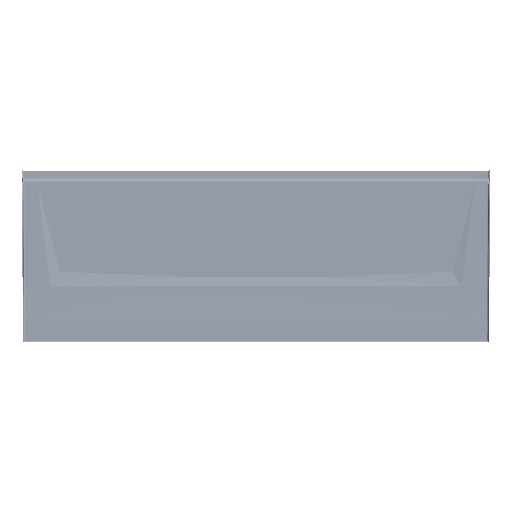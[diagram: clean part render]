
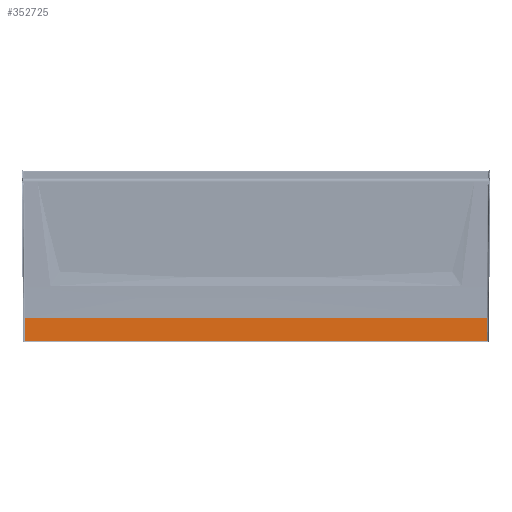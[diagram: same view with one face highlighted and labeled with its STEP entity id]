
A CAD part, top view. The second image highlights one B-rep face of the part: STEP entity #352725.
In plain terms, the highlighted planar face has unit normal (0, 0.018, 1).
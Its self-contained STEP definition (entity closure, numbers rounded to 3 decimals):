
#5409 = DIRECTION ( 'NONE',  ( -0.004, -1., 0.017 ) ) ;
#10265 = VECTOR ( 'NONE', #375804, 39.37 ) ;
#21845 = CARTESIAN_POINT ( 'NONE',  ( 6.657, -1.928, 18.993 ) ) ;
#23267 = FACE_OUTER_BOUND ( 'NONE', #64715, .T. ) ;
#58380 = VERTEX_POINT ( 'NONE', #186934 ) ;
#61745 = CARTESIAN_POINT ( 'NONE',  ( 51.062, -1.928, 18.993 ) ) ;
#64715 = EDGE_LOOP ( 'NONE', ( #312614, #358864, #121860, #312581 ) ) ;
#70168 = CARTESIAN_POINT ( 'NONE',  ( -8.103, -1.928, 18.993 ) ) ;
#73409 = LINE ( 'NONE', #240930, #83083 ) ;
#83083 = VECTOR ( 'NONE', #5409, 39.37 ) ;
#93583 = DIRECTION ( 'NONE',  ( 0., 1., -0.017 ) ) ;
#121860 = ORIENTED_EDGE ( 'NONE', *, *, #130947, .F. ) ;
#130947 = EDGE_CURVE ( 'NONE', #224681, #321550, #369154, .T. ) ;
#152414 = EDGE_CURVE ( 'NONE', #394581, #58380, #73409, .T. ) ;
#152521 = LINE ( 'NONE', #317715, #365475 ) ;
#160070 = CARTESIAN_POINT ( 'NONE',  ( 21.48, -1.928, 18.993 ) ) ;
#161490 = PLANE ( 'NONE',  #212169 ) ;
#168338 = CARTESIAN_POINT ( 'NONE',  ( 46.163, -1.928, 18.993 ) ) ;
#177236 = CARTESIAN_POINT ( 'NONE',  ( 51.062, -1.928, 18.993 ) ) ;
#186934 = CARTESIAN_POINT ( 'NONE',  ( 51.05, -4.805, 19.043 ) ) ;
#194029 = CARTESIAN_POINT ( 'NONE',  ( -8.103, -1.928, 18.993 ) ) ;
#201225 = EDGE_CURVE ( 'NONE', #321550, #394581, #421519, .T. ) ;
#212169 = AXIS2_PLACEMENT_3D ( 'NONE', #306111, #403503, #93583 ) ;
#224681 = VERTEX_POINT ( 'NONE', #413857 ) ;
#240643 = CARTESIAN_POINT ( 'NONE',  ( 36.302, -1.928, 18.993 ) ) ;
#240930 = CARTESIAN_POINT ( 'NONE',  ( 51.05, -4.814, 19.044 ) ) ;
#285999 = DIRECTION ( 'NONE',  ( -1., 0., 0. ) ) ;
#300688 = EDGE_CURVE ( 'NONE', #58380, #224681, #152521, .T. ) ;
#306111 = CARTESIAN_POINT ( 'NONE',  ( -11.472, -1.928, 18.993 ) ) ;
#312581 = ORIENTED_EDGE ( 'NONE', *, *, #300688, .F. ) ;
#312614 = ORIENTED_EDGE ( 'NONE', *, *, #152414, .F. ) ;
#314604 = CARTESIAN_POINT ( 'NONE',  ( -8.103, -1.927, 18.993 ) ) ;
#317715 = CARTESIAN_POINT ( 'NONE',  ( -8.091, -4.805, 19.043 ) ) ;
#321550 = VERTEX_POINT ( 'NONE', #70168 ) ;
#331966 = CARTESIAN_POINT ( 'NONE',  ( -3.204, -1.928, 18.993 ) ) ;
#352725 = ADVANCED_FACE ( 'NONE', ( #23267 ), #161490, .F. ) ;
#358864 = ORIENTED_EDGE ( 'NONE', *, *, #201225, .F. ) ;
#365475 = VECTOR ( 'NONE', #285999, 39.37 ) ;
#369154 = LINE ( 'NONE', #314604, #10265 ) ;
#375804 = DIRECTION ( 'NONE',  ( -0.004, 1., -0.017 ) ) ;
#394581 = VERTEX_POINT ( 'NONE', #61745 ) ;
#403503 = DIRECTION ( 'NONE',  ( 0., -0.017, -1. ) ) ;
#413857 = CARTESIAN_POINT ( 'NONE',  ( -8.091, -4.805, 19.043 ) ) ;
#421519 = B_SPLINE_CURVE_WITH_KNOTS ( 'NONE', 3,
 ( #194029, #331966, #21845, #160070, #240643, #168338, #177236 ),
 .UNSPECIFIED., .F., .F.,
 ( 4, 1, 1, 1, 4 ),
 ( 0.003, 0.25, 0.5, 0.75, 0.997 ),
 .UNSPECIFIED. ) ;
